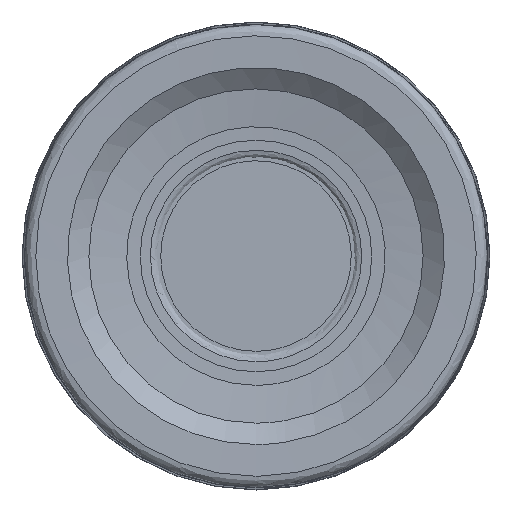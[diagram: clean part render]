
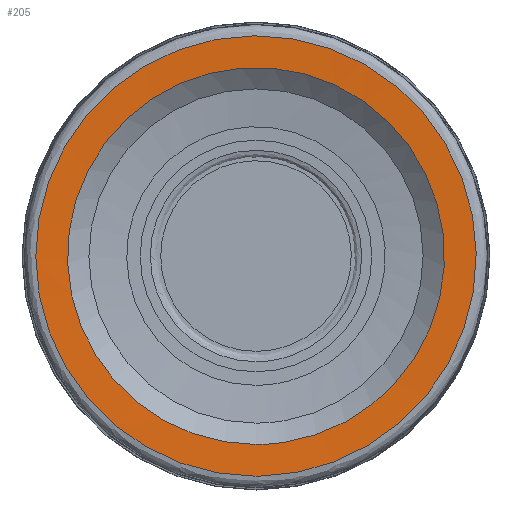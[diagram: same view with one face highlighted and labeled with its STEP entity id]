
A CAD part, left-side view. The second image highlights one B-rep face of the part: STEP entity #205.
In plain terms, the highlighted face is a revolution surface.
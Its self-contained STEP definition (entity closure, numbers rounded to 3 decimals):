
#45=SURFACE_OF_REVOLUTION('',#81,#63);
#63=AXIS1_PLACEMENT('',#674,#568);
#81=B_SPLINE_CURVE_WITH_KNOTS('',3,(#670,#671,#672,#673),.UNSPECIFIED.,
 .F.,.F.,(4,4),(0.,1.),.UNSPECIFIED.);
#205=ADVANCED_FACE('',(#243,#244),#45,.T.);
#243=FACE_BOUND('',#299,.T.);
#244=FACE_BOUND('',#300,.T.);
#299=EDGE_LOOP('',(#355));
#300=EDGE_LOOP('',(#356));
#355=ORIENTED_EDGE('',*,*,#429,.F.);
#356=ORIENTED_EDGE('',*,*,#430,.T.);
#401=VERTEX_POINT('',#667);
#402=VERTEX_POINT('',#669);
#429=EDGE_CURVE('',#401,#401,#457,.T.);
#430=EDGE_CURVE('',#402,#402,#458,.T.);
#457=CIRCLE('',#498,15.224);
#458=CIRCLE('',#499,13.029);
#498=AXIS2_PLACEMENT_3D('',#666,#564,#565);
#499=AXIS2_PLACEMENT_3D('',#668,#566,#567);
#564=DIRECTION('',(1.,0.,0.));
#565=DIRECTION('',(0.,0.,-1.));
#566=DIRECTION('',(1.,0.,0.));
#567=DIRECTION('',(0.,0.,-1.));
#568=DIRECTION('',(1.,0.,0.));
#666=CARTESIAN_POINT('',(0.03,0.,0.));
#667=CARTESIAN_POINT('',(0.03,0.,-15.224));
#668=CARTESIAN_POINT('',(0.107,0.,0.));
#669=CARTESIAN_POINT('',(0.107,0.,-13.029));
#670=CARTESIAN_POINT('',(0.107,-13.013,0.645));
#671=CARTESIAN_POINT('',(0.082,-13.75,0.491));
#672=CARTESIAN_POINT('',(0.056,-14.487,0.337));
#673=CARTESIAN_POINT('',(0.03,-15.223,0.183));
#674=CARTESIAN_POINT('',(0.,0.,0.));
